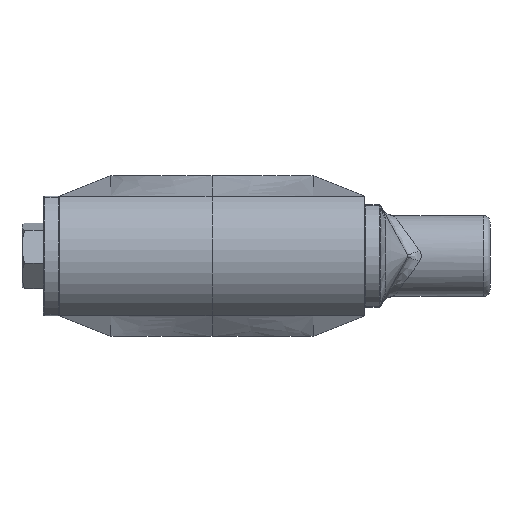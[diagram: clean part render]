
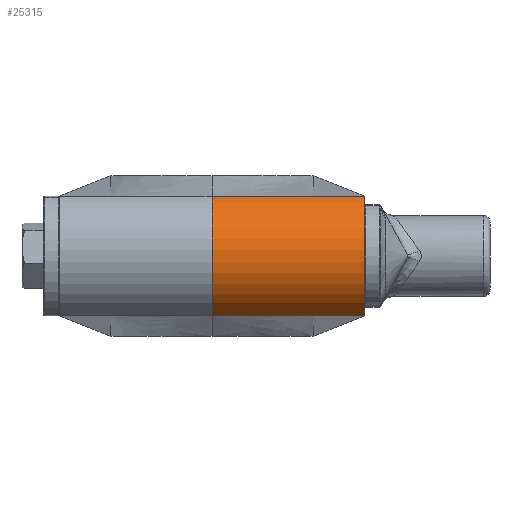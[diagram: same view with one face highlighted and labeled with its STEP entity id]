
A CAD part, left-side view. The second image highlights one B-rep face of the part: STEP entity #25315.
In plain terms, the highlighted cylindrical face has radius 12.344 mm (diameter 24.689 mm), a partial arc.
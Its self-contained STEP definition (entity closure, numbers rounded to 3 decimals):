
#1544 = AXIS2_PLACEMENT_3D ( 'NONE', #22606, #27515, #55679 ) ;
#2559 = CARTESIAN_POINT ( 'NONE',  ( 31.004, -4.648, -11.112 ) ) ;
#2988 = ORIENTED_EDGE ( 'NONE', *, *, #38232, .F. ) ;
#3873 = CARTESIAN_POINT ( 'NONE',  ( 31.004, 14.148, 11.112 ) ) ;
#3900 = ORIENTED_EDGE ( 'NONE', *, *, #22597, .T. ) ;
#4651 = DIRECTION ( 'NONE',  ( 0., 1., 0. ) ) ;
#6178 = CARTESIAN_POINT ( 'NONE',  ( 31.004, -14.148, -11.112 ) ) ;
#8118 = CARTESIAN_POINT ( 'NONE',  ( 31.004, -4.648, -11.112 ) ) ;
#8317 = AXIS2_PLACEMENT_3D ( 'NONE', #48820, #44210, #58605 ) ;
#9254 = LINE ( 'NONE', #27968, #43566 ) ;
#12156 = CARTESIAN_POINT ( 'NONE',  ( 31.004, -4.648, 11.112 ) ) ;
#12807 = CARTESIAN_POINT ( 'NONE',  ( 25.629, -14.148, 0. ) ) ;
#12998 = ORIENTED_EDGE ( 'NONE', *, *, #47694, .F. ) ;
#14299 = VERTEX_POINT ( 'NONE', #23763 ) ;
#21060 = EDGE_LOOP ( 'NONE', ( #3900, #34117, #12998, #21662, #40668, #2988 ) ) ;
#21662 = ORIENTED_EDGE ( 'NONE', *, *, #33321, .T. ) ;
#22597 = EDGE_CURVE ( 'NONE', #14299, #54324, #39694, .T. ) ;
#22606 = CARTESIAN_POINT ( 'NONE',  ( 25.629, 14.148, 0. ) ) ;
#23550 = B_SPLINE_CURVE_WITH_KNOTS ( 'NONE', 3,
 ( #49792, #45197, #31404, #8118 ),
 .UNSPECIFIED., .F., .F.,
 ( 4, 4 ),
 ( 0., 1. ),
 .UNSPECIFIED. ) ;
#23763 = CARTESIAN_POINT ( 'NONE',  ( 31.004, 14.148, -11.112 ) ) ;
#25315 = ADVANCED_FACE ( 'NONE', ( #25845 ), #39919, .T. ) ;
#25845 = FACE_OUTER_BOUND ( 'NONE', #21060, .T. ) ;
#26198 = VERTEX_POINT ( 'NONE', #32538 ) ;
#26228 = EDGE_CURVE ( 'NONE', #42630, #55664, #9254, .T. ) ;
#27515 = DIRECTION ( 'NONE',  ( 0., -1., 0. ) ) ;
#27968 = CARTESIAN_POINT ( 'NONE',  ( 31.004, -14.935, -11.112 ) ) ;
#30182 = CARTESIAN_POINT ( 'NONE',  ( 31.004, 7.882, 11.112 ) ) ;
#31404 = CARTESIAN_POINT ( 'NONE',  ( 31.004, 1.617, -11.112 ) ) ;
#31514 = DIRECTION ( 'NONE',  ( 0., 1., 0. ) ) ;
#32538 = CARTESIAN_POINT ( 'NONE',  ( 31.004, -14.148, 11.112 ) ) ;
#33321 = EDGE_CURVE ( 'NONE', #26198, #42630, #53816, .T. ) ;
#34117 = ORIENTED_EDGE ( 'NONE', *, *, #46694, .T. ) ;
#34579 = VECTOR ( 'NONE', #45389, 1000. ) ;
#38232 = EDGE_CURVE ( 'NONE', #14299, #55664, #23550, .T. ) ;
#39694 = CIRCLE ( 'NONE', #1544, 12.344 ) ;
#39919 = CYLINDRICAL_SURFACE ( 'NONE', #8317, 12.344 ) ;
#40668 = ORIENTED_EDGE ( 'NONE', *, *, #26228, .T. ) ;
#41142 = B_SPLINE_CURVE_WITH_KNOTS ( 'NONE', 3,
 ( #59251, #30182, #53459, #44564 ),
 .UNSPECIFIED., .F., .F.,
 ( 4, 4 ),
 ( 0., 1. ),
 .UNSPECIFIED. ) ;
#42630 = VERTEX_POINT ( 'NONE', #6178 ) ;
#43566 = VECTOR ( 'NONE', #4651, 1000. ) ;
#44210 = DIRECTION ( 'NONE',  ( 0., 1., 0. ) ) ;
#44380 = VERTEX_POINT ( 'NONE', #12156 ) ;
#44564 = CARTESIAN_POINT ( 'NONE',  ( 31.004, -4.648, 11.112 ) ) ;
#45197 = CARTESIAN_POINT ( 'NONE',  ( 31.004, 7.882, -11.112 ) ) ;
#45389 = DIRECTION ( 'NONE',  ( 0., 1., 0. ) ) ;
#46694 = EDGE_CURVE ( 'NONE', #54324, #44380, #41142, .T. ) ;
#47694 = EDGE_CURVE ( 'NONE', #26198, #44380, #59179, .T. ) ;
#48820 = CARTESIAN_POINT ( 'NONE',  ( 25.629, -14.935, 0. ) ) ;
#49792 = CARTESIAN_POINT ( 'NONE',  ( 31.004, 14.148, -11.112 ) ) ;
#50870 = AXIS2_PLACEMENT_3D ( 'NONE', #12807, #31514, #58790 ) ;
#53387 = CARTESIAN_POINT ( 'NONE',  ( 31.004, -14.935, 11.112 ) ) ;
#53459 = CARTESIAN_POINT ( 'NONE',  ( 31.004, 1.617, 11.112 ) ) ;
#53816 = CIRCLE ( 'NONE', #50870, 12.344 ) ;
#54324 = VERTEX_POINT ( 'NONE', #3873 ) ;
#55664 = VERTEX_POINT ( 'NONE', #2559 ) ;
#55679 = DIRECTION ( 'NONE',  ( 0., 0., 1. ) ) ;
#58605 = DIRECTION ( 'NONE',  ( 0., 0., 1. ) ) ;
#58790 = DIRECTION ( 'NONE',  ( 0., 0., -1. ) ) ;
#59179 = LINE ( 'NONE', #53387, #34579 ) ;
#59251 = CARTESIAN_POINT ( 'NONE',  ( 31.004, 14.148, 11.112 ) ) ;
